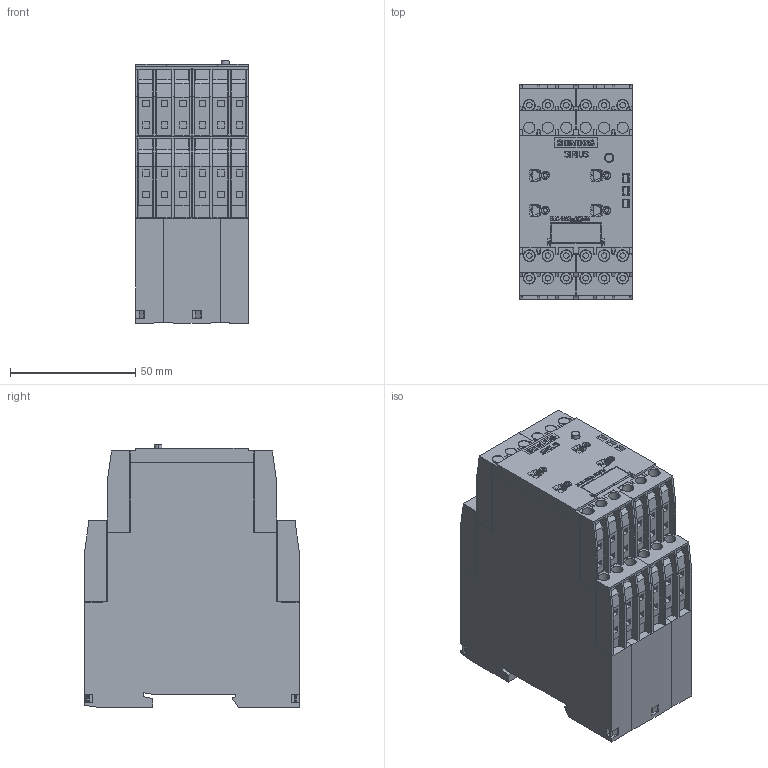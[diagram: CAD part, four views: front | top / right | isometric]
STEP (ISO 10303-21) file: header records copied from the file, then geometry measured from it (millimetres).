
FILE_DESCRIPTION(('STEP AP214'),'1');
FILE_NAME('cctmp_74D3FCE3-638A-4280-A1BA-BC851A11A8D7_2023_07_24_20_05_12_0977..stp','2023-07-24T18:05:15',('SIEMENS A&D'),('CADClick - www.CADClick.com'),'Spatial InterOp 3D postprocessed',' ','unknown authorization');
FILE_SCHEMA(('AUTOMOTIVE_DESIGN'));
Length unit declared in the file: millimetre
Products named in the file (1): 2023_07_24_20_05_12_0884
Bounding box: 45 x 85.65 x 104.9 mm (x, y, z)
Volume: 219485.2 mm3; surface area: 89748 mm2
Topology: 1 solids, 1 shells, 2586 faces, 7008 edges, 4606 vertices
Faces by surface type: plane 2313, cylinder 239, cone 34
Entity records: 89228 total; most frequent: CARTESIAN_POINT 15575, ORIENTED_EDGE 14016, DIRECTION 12866, EDGE_CURVE 7008, LINE 6116, VECTOR 6116, VERTEX_POINT 4606, AXIS2_PLACEMENT_3D 3375
